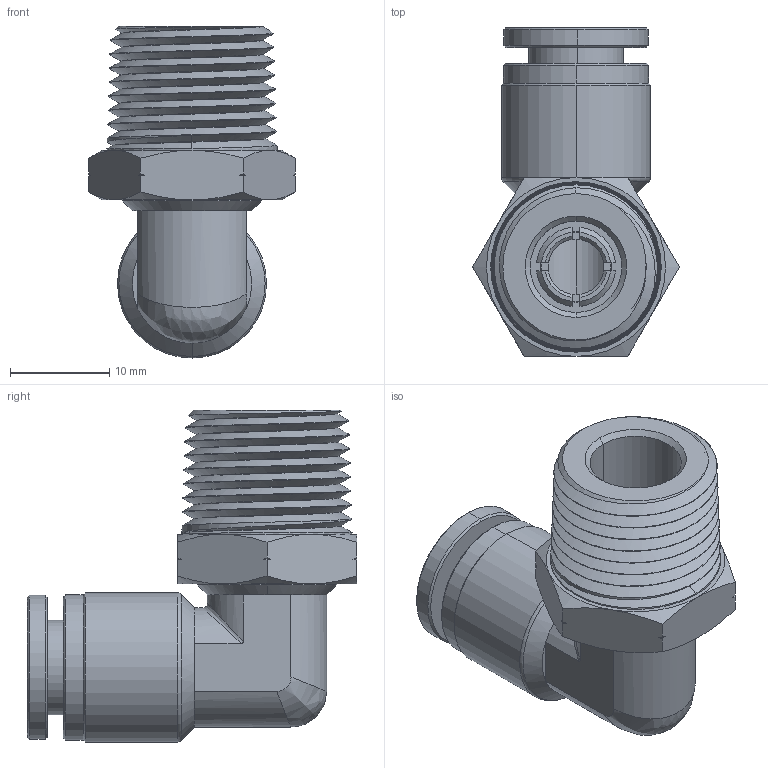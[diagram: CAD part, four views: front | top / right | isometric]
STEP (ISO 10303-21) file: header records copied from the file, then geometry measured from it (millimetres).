
FILE_DESCRIPTION (( 'STEP AP214' ), '1' );
FILE_NAME ('MES5-16N3-8W.STEP', '2018-07-20T16:47:09', ( '' ), ( '' ), 'SwSTEP 2.0', 'SolidWorks 2016', '' );
FILE_SCHEMA (( 'AUTOMOTIVE_DESIGN' ));
Length unit declared in the file: millimetre
Products named in the file (1): MES5-16N3-8W
Bounding box: 20.78 x 33.1 x 33.4 mm (x, y, z)
Volume: 5693.8 mm3; surface area: 7224.5 mm2
Topology: 7 solids, 7 shells, 544 faces, 1468 edges, 947 vertices
Faces by surface type: plane 202, cone 197, cylinder 89, bspline 52, torus 4
Entity records: 28181 total; most frequent: CARTESIAN_POINT 9360, ORIENTED_EDGE 2932, DIRECTION 2355, EDGE_CURVE 1466, AXIS2_PLACEMENT_3D 949, VERTEX_POINT 947, EDGE_LOOP 569, UNCERTAINTY_MEASURE_WITH_UNIT 553
